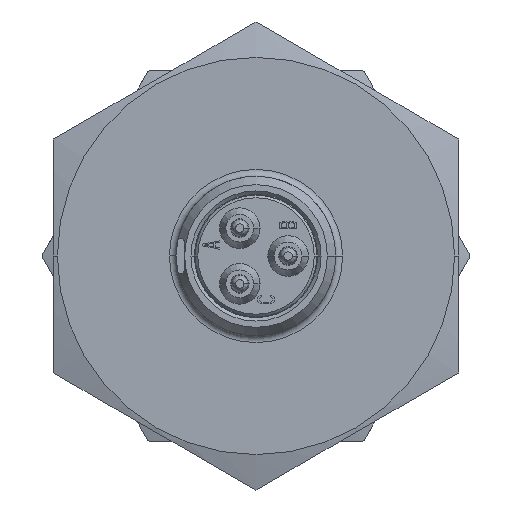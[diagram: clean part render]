
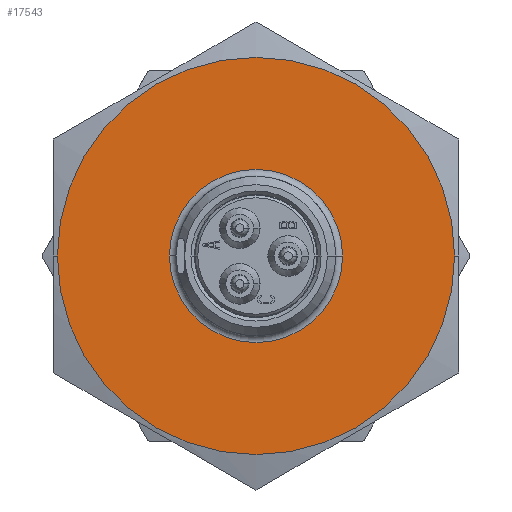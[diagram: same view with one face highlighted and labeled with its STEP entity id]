
A CAD part, left-side view. The second image highlights one B-rep face of the part: STEP entity #17543.
In plain terms, the highlighted planar face has unit normal (-1, 0, 0).
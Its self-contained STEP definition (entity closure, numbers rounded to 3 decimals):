
#5103=CARTESIAN_POINT('',(0.,0.,0.));
#5104=DIRECTION('',(-1.,0.,0.));
#5105=DIRECTION('',(0.,1.,0.));
#5106=AXIS2_PLACEMENT_3D('',#5103,#5104,#5105);
#5108=CARTESIAN_POINT('',(0.,0.,0.));
#5109=DIRECTION('',(1.,0.,0.));
#5110=DIRECTION('',(0.,1.,0.));
#5111=AXIS2_PLACEMENT_3D('',#5108,#5109,#5110);
#5113=CARTESIAN_POINT('',(0.,0.,0.));
#5114=DIRECTION('',(-1.,0.,0.));
#5115=DIRECTION('',(0.,-1.,0.));
#5116=AXIS2_PLACEMENT_3D('',#5113,#5114,#5115);
#5128=CARTESIAN_POINT('',(0.,0.,0.));
#5129=DIRECTION('',(-1.,0.,0.));
#5130=DIRECTION('',(0.,1.,0.));
#5131=AXIS2_PLACEMENT_3D('',#5128,#5129,#5130);
#10286=CARTESIAN_POINT('',(0.,11.761,0.));
#10287=CARTESIAN_POINT('',(0.,-11.761,0.));
#10288=VERTEX_POINT('',#10286);
#10289=VERTEX_POINT('',#10287);
#10600=CARTESIAN_POINT('',(0.,-5.125,0.));
#10601=CARTESIAN_POINT('',(0.,5.125,0.));
#10602=VERTEX_POINT('',#10600);
#10603=VERTEX_POINT('',#10601);
#17528=CARTESIAN_POINT('',(0.,0.,0.));
#17529=DIRECTION('',(1.,0.,0.));
#17530=DIRECTION('',(0.,-1.,0.));
#17531=AXIS2_PLACEMENT_3D('',#17528,#17529,#17530);
#17532=PLANE('264',#17531);
#17533=ORIENTED_EDGE('815',*,*,#17509,.F.);
#17534=ORIENTED_EDGE('809',*,*,#17491,.T.);
#17535=EDGE_LOOP('264',(#17533,#17534));
#17536=FACE_OUTER_BOUND('264',#17535,.F.);
#17538=ORIENTED_EDGE('1167',*,*,#17537,.T.);
#17540=ORIENTED_EDGE('1169',*,*,#17539,.T.);
#17541=EDGE_LOOP('264',(#17538,#17540));
#17542=FACE_BOUND('264',#17541,.F.);
#5107=CIRCLE('815',#5106,11.761);
#5112=CIRCLE('809',#5111,11.761);
#5117=CIRCLE('1167',#5116,5.125);
#5132=CIRCLE('1169',#5131,5.125);
#17491=EDGE_CURVE('809',#10288,#10289,#5112,.T.);
#17509=EDGE_CURVE('815',#10288,#10289,#5107,.T.);
#17537=EDGE_CURVE('1167',#10602,#10603,#5117,.T.);
#17539=EDGE_CURVE('1169',#10603,#10602,#5132,.T.);
#17543=ADVANCED_FACE('264',(#17536,#17542),#17532,.F.);
